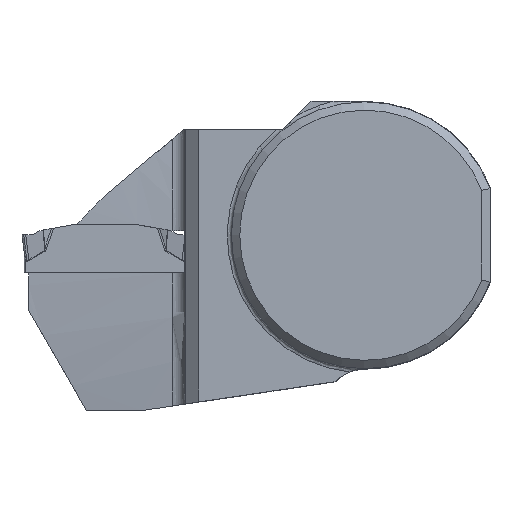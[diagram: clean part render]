
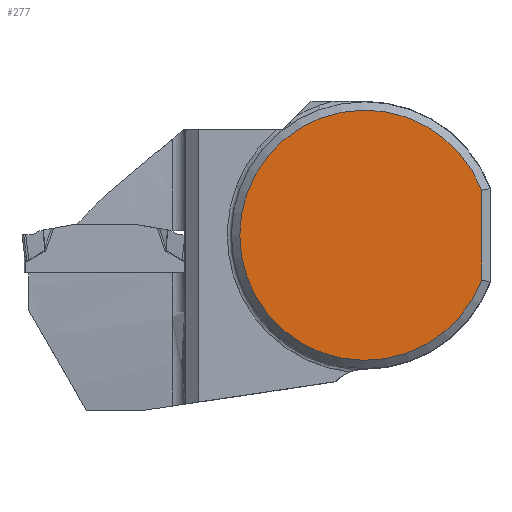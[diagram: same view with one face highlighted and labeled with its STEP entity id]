
A CAD part, top view. The second image highlights one B-rep face of the part: STEP entity #277.
In plain terms, the highlighted planar face has unit normal (0, 0, 1).
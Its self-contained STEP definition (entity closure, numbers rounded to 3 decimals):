
#225=PLANE('',#2017);
#277=ADVANCED_FACE('',(#408),#225,.F.);
#408=FACE_OUTER_BOUND('',#515,.T.);
#515=EDGE_LOOP('',(#953,#954));
#639=LINE('',#2721,#760);
#760=VECTOR('',#2224,1.);
#864=CIRCLE('',#2016,15.);
#953=ORIENTED_EDGE('',*,*,#1680,.F.);
#954=ORIENTED_EDGE('',*,*,#1681,.T.);
#1497=VERTEX_POINT('',#2722);
#1498=VERTEX_POINT('',#2723);
#1680=EDGE_CURVE('',#1497,#1498,#639,.T.);
#1681=EDGE_CURVE('',#1497,#1498,#864,.T.);
#2016=AXIS2_PLACEMENT_3D('',#2724,#2225,#2226);
#2017=AXIS2_PLACEMENT_3D('',#2725,#2227,#2228);
#2224=DIRECTION('',(0.,-1.,0.));
#2225=DIRECTION('',(0.,0.,1.));
#2226=DIRECTION('',(-1.,0.,0.));
#2227=DIRECTION('',(0.,0.,-1.));
#2228=DIRECTION('',(-1.,0.,0.));
#2721=CARTESIAN_POINT('',(14.,0.,0.325));
#2722=CARTESIAN_POINT('',(14.,5.385,0.325));
#2723=CARTESIAN_POINT('',(14.,-5.385,0.325));
#2724=CARTESIAN_POINT('',(0.,0.,0.325));
#2725=CARTESIAN_POINT('',(0.,0.,0.325));
